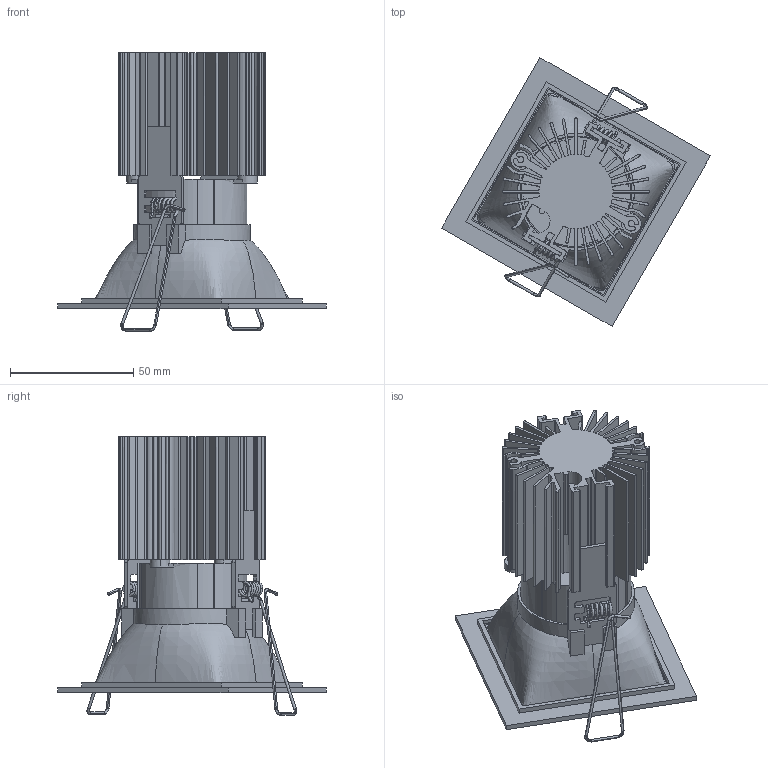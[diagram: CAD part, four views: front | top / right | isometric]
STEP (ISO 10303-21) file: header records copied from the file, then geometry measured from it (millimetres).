
FILE_DESCRIPTION(/* description */ (''),/* implementation_level */ '2;1');
FILE_NAME(/* name */ 'M2534X0_EVERYTHING 80 SQUARE FIXED',/* time_stamp */ '2018-03-06T10:51:02+01:00',/* author */ (''),/* organization */ (''),/* preprocessor_version */ 'ST-DEVELOPER v15',/* originating_system */ '',/* authorisation */ '');
FILE_SCHEMA (('CONFIG_CONTROL_DESIGN'));
Length unit declared in the file: metre
Products named in the file (1): Document
Bounding box: 109.28 x 109.28 x 113.28 mm (x, y, z)
Volume: 36074.2 mm3; surface area: 93432.2 mm2
Topology: 12 solids, 13 shells, 613 faces, 1789 edges, 1198 vertices
Faces by surface type: plane 308, bspline 305
Entity records: 42533 total; most frequent: CARTESIAN_POINT 31941, ORIENTED_EDGE 3562, EDGE_CURVE 1793, VERTEX_POINT 1198, B_SPLINE_CURVE_WITH_KNOTS 1111, EDGE_LOOP 631, ADVANCED_FACE 613, FACE_OUTER_BOUND 613
